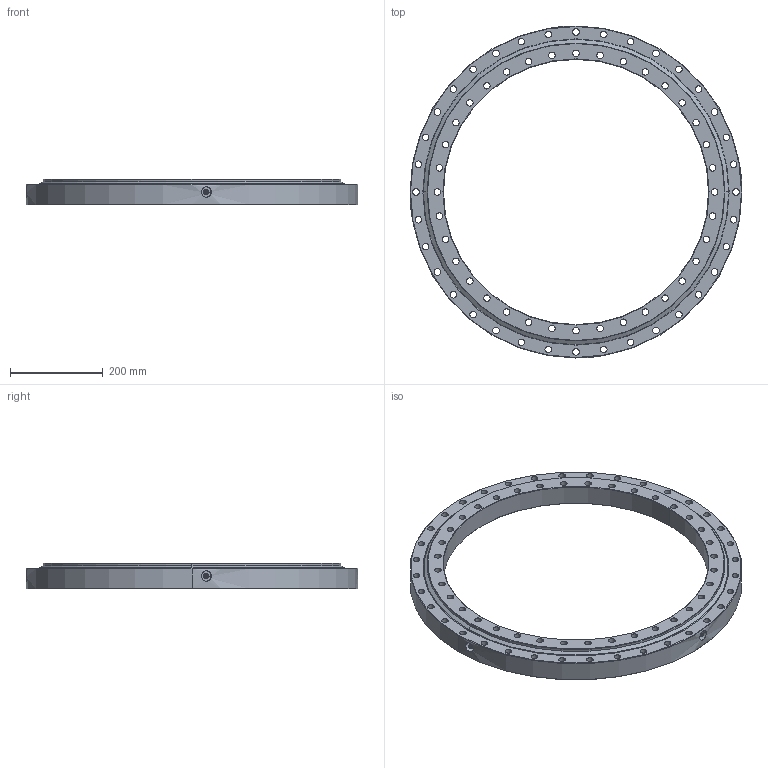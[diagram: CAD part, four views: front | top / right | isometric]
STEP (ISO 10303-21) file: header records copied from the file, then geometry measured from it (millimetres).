
FILE_DESCRIPTION (( 'STEP AP214' ), '1' );
FILE_NAME ('SD.716.20.00.B.STEP', '2017-07-20T13:03:41', ( '' ), ( '' ), 'SwSTEP 2.0', 'SolidWorks 2015', '' );
FILE_SCHEMA (( 'AUTOMOTIVE_DESIGN' ));
Length unit declared in the file: millimetre
Products named in the file (7): A.716.B20B.A1N.0 - IR; SD.716.20.00.B; Grease nipple M10x1mm; A.716.B20B.A1N.0 - OR Seal; A.716.B20B.A1N.0 - IR Seal; Ball D20; A.716.B20B.A1N.0 - OR
Assembly tree (94 placements, depth 2):
  SD.716.20.00.B
    A.716.B20B.A1N.0 - IR
    A.716.B20B.A1N.0 - OR
    Ball D20  x86
    A.716.B20B.A1N.0 - IR Seal
    A.716.B20B.A1N.0 - OR Seal
    Grease nipple M10x1mm  x4
Bounding box: 716 x 716 x 56 mm (x, y, z)
Volume: 5633622 mm3; surface area: 1119650.1 mm2
Topology: 94 solids, 94 shells, 579 faces, 1601 edges, 1052 vertices
Faces by surface type: cylinder 208, sphere 172, cone 96, plane 58, torus 45
Entity records: 11402 total; most frequent: CARTESIAN_POINT 2411, DIRECTION 2022, ORIENTED_EDGE 1570, AXIS2_PLACEMENT_3D 889, EDGE_CURVE 785, VERTEX_POINT 498, CIRCLE 485, EDGE_LOOP 477
